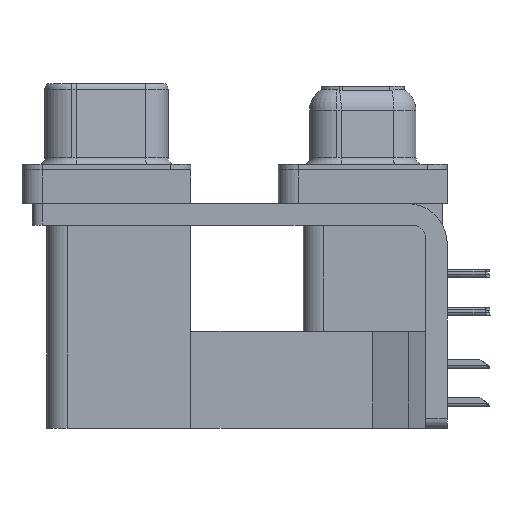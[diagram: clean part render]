
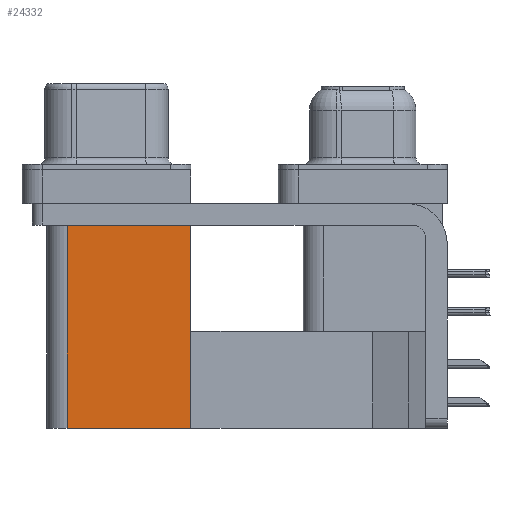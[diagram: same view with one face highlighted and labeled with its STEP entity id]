
A CAD part, left-side view. The second image highlights one B-rep face of the part: STEP entity #24332.
In plain terms, the highlighted planar face has unit normal (-1, 0, 0).
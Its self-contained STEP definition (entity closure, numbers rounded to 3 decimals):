
#391 = CARTESIAN_POINT ( 'NONE',  ( 3.79, 12.775, -19.2 ) ) ;
#848 = DIRECTION ( 'NONE',  ( 0., 0., -1. ) ) ;
#2526 = DIRECTION ( 'NONE',  ( 0., 0., 1. ) ) ;
#4866 = ORIENTED_EDGE ( 'NONE', *, *, #30732, .F. ) ;
#5031 = ORIENTED_EDGE ( 'NONE', *, *, #34472, .T. ) ;
#7081 = CARTESIAN_POINT ( 'NONE',  ( 3.79, 12.775, -2.5 ) ) ;
#7128 = DIRECTION ( 'NONE',  ( 0., 1., 0. ) ) ;
#7620 = LINE ( 'NONE', #33954, #16954 ) ;
#7898 = CARTESIAN_POINT ( 'NONE',  ( 3.79, 21.975, -2.5 ) ) ;
#8944 = DIRECTION ( 'NONE',  ( 1., 0., 0. ) ) ;
#10695 = AXIS2_PLACEMENT_3D ( 'NONE', #13825, #8944, #848 ) ;
#12003 = VECTOR ( 'NONE', #7128, 1000. ) ;
#12585 = CARTESIAN_POINT ( 'NONE',  ( 3.79, 12.775, -19.2 ) ) ;
#13825 = CARTESIAN_POINT ( 'NONE',  ( 3.79, 12.775, -19.2 ) ) ;
#13863 = ORIENTED_EDGE ( 'NONE', *, *, #26803, .F. ) ;
#14175 = CARTESIAN_POINT ( 'NONE',  ( 3.79, 21.975, -19.2 ) ) ;
#14387 = VERTEX_POINT ( 'NONE', #7898 ) ;
#16954 = VECTOR ( 'NONE', #30574, 1000. ) ;
#17760 = DIRECTION ( 'NONE',  ( 0., 0., 1. ) ) ;
#23019 = ORIENTED_EDGE ( 'NONE', *, *, #31674, .T. ) ;
#23110 = VERTEX_POINT ( 'NONE', #14175 ) ;
#24332 = ADVANCED_FACE ( 'NONE', ( #28145 ), #36822, .F. ) ;
#26147 = LINE ( 'NONE', #391, #12003 ) ;
#26803 = EDGE_CURVE ( 'NONE', #28469, #23110, #26147, .T. ) ;
#27606 = EDGE_LOOP ( 'NONE', ( #23019, #4866, #13863, #5031 ) ) ;
#27675 = CARTESIAN_POINT ( 'NONE',  ( 3.79, 21.975, -19.2 ) ) ;
#28145 = FACE_OUTER_BOUND ( 'NONE', #27606, .T. ) ;
#28297 = VERTEX_POINT ( 'NONE', #7081 ) ;
#28469 = VERTEX_POINT ( 'NONE', #12585 ) ;
#28646 = LINE ( 'NONE', #31848, #30905 ) ;
#30574 = DIRECTION ( 'NONE',  ( 0., 1., 0. ) ) ;
#30732 = EDGE_CURVE ( 'NONE', #23110, #14387, #36156, .T. ) ;
#30905 = VECTOR ( 'NONE', #2526, 1000. ) ;
#31674 = EDGE_CURVE ( 'NONE', #28297, #14387, #7620, .T. ) ;
#31848 = CARTESIAN_POINT ( 'NONE',  ( 3.79, 12.775, -19.2 ) ) ;
#32629 = VECTOR ( 'NONE', #17760, 1000. ) ;
#33954 = CARTESIAN_POINT ( 'NONE',  ( 3.79, 12.775, -2.5 ) ) ;
#34472 = EDGE_CURVE ( 'NONE', #28469, #28297, #28646, .T. ) ;
#36156 = LINE ( 'NONE', #27675, #32629 ) ;
#36822 = PLANE ( 'NONE',  #10695 ) ;
